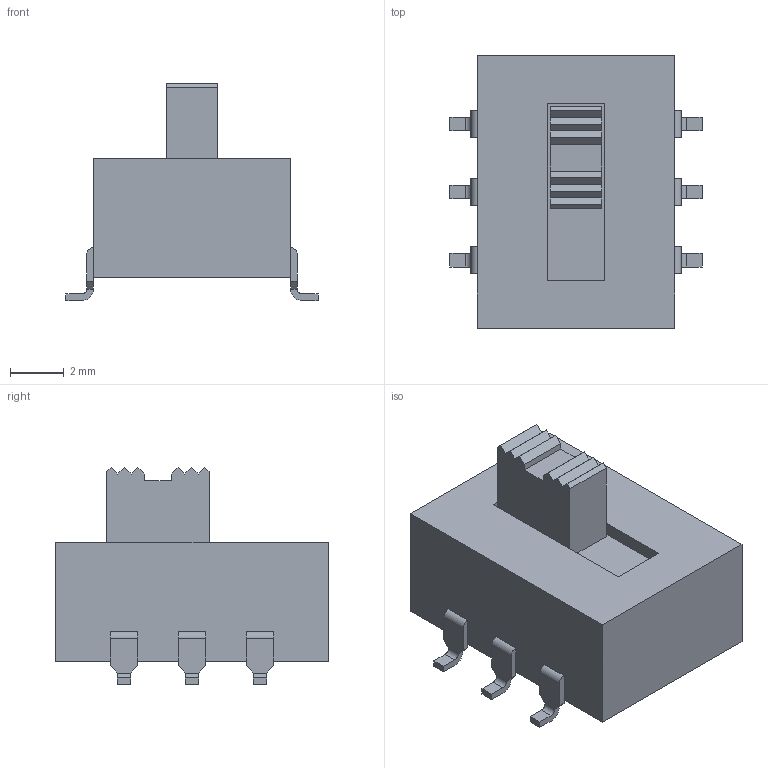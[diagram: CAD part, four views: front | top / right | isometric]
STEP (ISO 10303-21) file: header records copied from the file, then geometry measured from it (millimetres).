
FILE_DESCRIPTION(/* description */ (''),/* implementation_level */ '2;1');
FILE_NAME(/* name */ 'SW_TYCO_1825010-5.stp',/* time_stamp */ '2015-02-26T16:28:00+01:00',/* author */ ('admchouv'),/* organization */ (''),/* preprocessor_version */ 'ST-DEVELOPER v15.5',/* originating_system */ 'AutoCAD Mechanical',/* authorisation */ ', , ');
FILE_SCHEMA (('AUTOMOTIVE_DESIGN { 1 0 10303 214 3 1 1 }'));
Length unit declared in the file: millimetre
Products named in the file (1): Product
Bounding box: 9.41 x 10.16 x 8.11 mm (x, y, z)
Volume: 351 mm3; surface area: 401.7 mm2
Topology: 8 solids, 8 shells, 115 faces, 270 edges, 172 vertices
Faces by surface type: plane 97, cylinder 18
Entity records: 3260 total; most frequent: CARTESIAN_POINT 558, ORIENTED_EDGE 540, DIRECTION 538, EDGE_CURVE 270, LINE 234, VECTOR 234, VERTEX_POINT 172, AXIS2_PLACEMENT_3D 152
